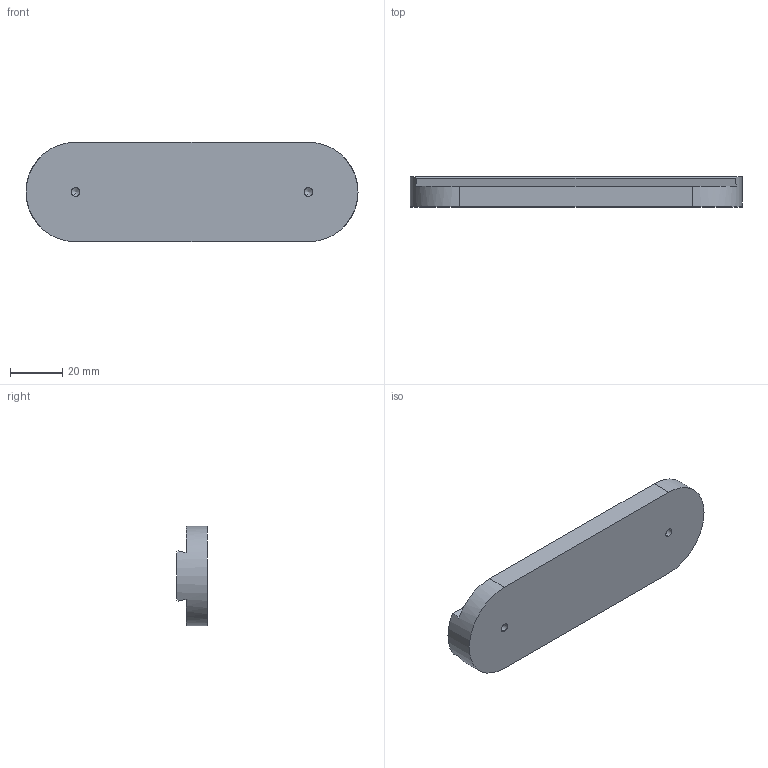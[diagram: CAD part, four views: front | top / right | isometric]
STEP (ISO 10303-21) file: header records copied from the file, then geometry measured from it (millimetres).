
FILE_DESCRIPTION (( 'STEP AP214' ), '1' );
FILE_NAME ('support de couche.STEP', '2021-04-07T08:26:54', ( '' ), ( '' ), 'SwSTEP 2.0', 'SolidWorks 2019', '' );
FILE_SCHEMA (( 'AUTOMOTIVE_DESIGN' ));
Length unit declared in the file: millimetre
Products named in the file (1): support de couche
Bounding box: 127 x 11.5 x 38 mm (x, y, z)
Volume: 44136.4 mm3; surface area: 12681.2 mm2
Topology: 1 solids, 1 shells, 20 faces, 50 edges, 30 vertices
Faces by surface type: plane 10, cylinder 6, cone 4
Entity records: 604 total; most frequent: CARTESIAN_POINT 121, DIRECTION 96, ORIENTED_EDGE 92, EDGE_CURVE 46, AXIS2_PLACEMENT_3D 37, VERTEX_POINT 30, EDGE_LOOP 22, LINE 22
